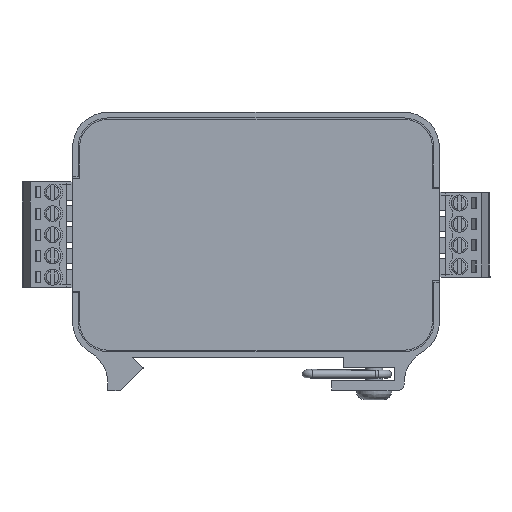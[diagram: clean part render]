
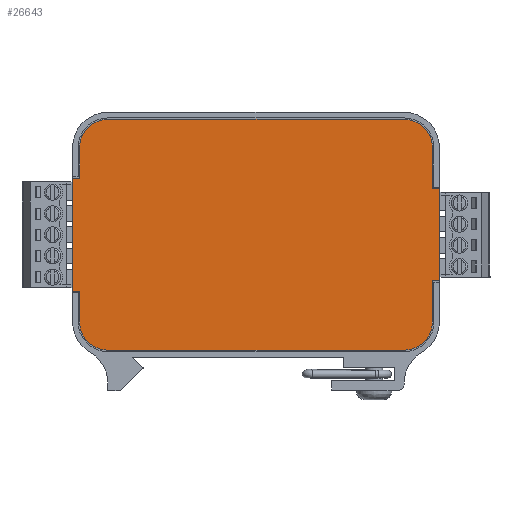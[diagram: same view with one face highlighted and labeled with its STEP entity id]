
A CAD part, front view. The second image highlights one B-rep face of the part: STEP entity #26643.
In plain terms, the highlighted face is planar.
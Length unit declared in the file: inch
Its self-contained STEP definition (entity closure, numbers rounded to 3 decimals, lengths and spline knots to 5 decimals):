
#579=LINE($,#37729,#3987);
#582=LINE($,#37735,#3990);
#585=LINE($,#37741,#3993);
#588=LINE($,#37747,#3996);
#591=LINE($,#37753,#3999);
#595=LINE($,#37765,#4003);
#599=LINE($,#37777,#4007);
#602=LINE($,#37783,#4010);
#605=LINE($,#37789,#4013);
#608=LINE($,#37795,#4016);
#611=LINE($,#37801,#4019);
#615=LINE($,#37811,#4023);
#3987=VECTOR($,#30485,0.2175);
#3990=VECTOR($,#30490,0.05);
#3993=VECTOR($,#30495,0.8);
#3996=VECTOR($,#30500,0.05);
#3999=VECTOR($,#30505,0.2175);
#4003=VECTOR($,#30517,2.1);
#4007=VECTOR($,#30529,0.2925);
#4010=VECTOR($,#30534,0.05);
#4013=VECTOR($,#30539,0.65);
#4016=VECTOR($,#30544,0.05);
#4019=VECTOR($,#30549,0.2925);
#4023=VECTOR($,#30561,2.1);
#7285=PLANE($,#28226);
#8846=FACE_OUTER_BOUND($,#10318,.T.);
#10318=EDGE_LOOP($,(#19269,#19270,#19271,#19272,#19273,#19274,#19275,#19276,
#19277,#19278,#19279,#19280,#19281,#19282,#19283,#19284));
#11994=CIRCLE($,#28204,0.2);
#11996=CIRCLE($,#28212,0.2);
#11998=CIRCLE($,#28216,0.2);
#12000=CIRCLE($,#28224,0.2);
#12484=VERTEX_POINT($,#37720);
#12485=VERTEX_POINT($,#37722);
#12487=VERTEX_POINT($,#37728);
#12489=VERTEX_POINT($,#37734);
#12491=VERTEX_POINT($,#37740);
#12493=VERTEX_POINT($,#37746);
#12495=VERTEX_POINT($,#37752);
#12497=VERTEX_POINT($,#37758);
#12499=VERTEX_POINT($,#37764);
#12501=VERTEX_POINT($,#37770);
#12503=VERTEX_POINT($,#37776);
#12505=VERTEX_POINT($,#37782);
#12507=VERTEX_POINT($,#37788);
#12509=VERTEX_POINT($,#37794);
#12511=VERTEX_POINT($,#37800);
#12513=VERTEX_POINT($,#37806);
#15125=EDGE_CURVE($,#12485,#12484,#11994,.T.);
#15128=EDGE_CURVE($,#12487,#12485,#579,.T.);
#15131=EDGE_CURVE($,#12489,#12487,#582,.T.);
#15134=EDGE_CURVE($,#12491,#12489,#585,.T.);
#15137=EDGE_CURVE($,#12493,#12491,#588,.T.);
#15140=EDGE_CURVE($,#12495,#12493,#591,.T.);
#15143=EDGE_CURVE($,#12497,#12495,#11996,.T.);
#15146=EDGE_CURVE($,#12499,#12497,#595,.T.);
#15149=EDGE_CURVE($,#12501,#12499,#11998,.T.);
#15152=EDGE_CURVE($,#12503,#12501,#599,.T.);
#15155=EDGE_CURVE($,#12505,#12503,#602,.T.);
#15158=EDGE_CURVE($,#12507,#12505,#605,.T.);
#15161=EDGE_CURVE($,#12509,#12507,#608,.T.);
#15164=EDGE_CURVE($,#12511,#12509,#611,.T.);
#15167=EDGE_CURVE($,#12513,#12511,#12000,.T.);
#15170=EDGE_CURVE($,#12484,#12513,#615,.T.);
#19269=ORIENTED_EDGE($,*,*,#15170,.T.);
#19270=ORIENTED_EDGE($,*,*,#15167,.T.);
#19271=ORIENTED_EDGE($,*,*,#15164,.T.);
#19272=ORIENTED_EDGE($,*,*,#15161,.T.);
#19273=ORIENTED_EDGE($,*,*,#15158,.T.);
#19274=ORIENTED_EDGE($,*,*,#15155,.T.);
#19275=ORIENTED_EDGE($,*,*,#15152,.T.);
#19276=ORIENTED_EDGE($,*,*,#15149,.T.);
#19277=ORIENTED_EDGE($,*,*,#15146,.T.);
#19278=ORIENTED_EDGE($,*,*,#15143,.T.);
#19279=ORIENTED_EDGE($,*,*,#15140,.T.);
#19280=ORIENTED_EDGE($,*,*,#15137,.T.);
#19281=ORIENTED_EDGE($,*,*,#15134,.T.);
#19282=ORIENTED_EDGE($,*,*,#15131,.T.);
#19283=ORIENTED_EDGE($,*,*,#15128,.T.);
#19284=ORIENTED_EDGE($,*,*,#15125,.T.);
#26643=ADVANCED_FACE($,(#8846),#7285,.F.);
#28204=AXIS2_PLACEMENT_3D($,#37723,#30479,#30480);
#28212=AXIS2_PLACEMENT_3D($,#37759,#30511,#30512);
#28216=AXIS2_PLACEMENT_3D($,#37771,#30523,#30524);
#28224=AXIS2_PLACEMENT_3D($,#37807,#30555,#30556);
#28226=AXIS2_PLACEMENT_3D($,#37812,#30562,#30563);
#30479=DIRECTION('center_axis',(0.,1.,0.));
#30480=DIRECTION('ref_axis',(1.,0.,0.));
#30485=DIRECTION($,(0.,0.,1.));
#30490=DIRECTION($,(1.,0.,0.));
#30495=DIRECTION($,(0.,0.,1.));
#30500=DIRECTION($,(-1.,0.,0.));
#30505=DIRECTION($,(0.,0.,1.));
#30511=DIRECTION('center_axis',(0.,1.,0.));
#30512=DIRECTION('ref_axis',(0.,0.,1.));
#30517=DIRECTION($,(-1.,0.,0.));
#30523=DIRECTION('center_axis',(0.,1.,0.));
#30524=DIRECTION('ref_axis',(-1.,0.,0.));
#30529=DIRECTION($,(0.,0.,-1.));
#30534=DIRECTION($,(-1.,0.,0.));
#30539=DIRECTION($,(0.,0.,-1.));
#30544=DIRECTION($,(1.,0.,0.));
#30549=DIRECTION($,(0.,0.,-1.));
#30555=DIRECTION('center_axis',(0.,1.,0.));
#30556=DIRECTION('ref_axis',(0.,0.,-1.));
#30561=DIRECTION($,(1.,0.,0.));
#30562=DIRECTION('center_axis',(0.,-1.,0.));
#30563=DIRECTION('ref_axis',(0.,0.,-1.));
#37720=CARTESIAN_POINT('',(-1.51178,0.0625,0.93959));
#37722=CARTESIAN_POINT('',(-1.71178,0.0625,0.73959));
#37723=CARTESIAN_POINT('Origin',(-1.51178,0.0625,0.73959));
#37728=CARTESIAN_POINT('',(-1.71178,0.0625,0.52209));
#37729=CARTESIAN_POINT($,(-1.71178,0.0625,0.73959));
#37734=CARTESIAN_POINT('',(-1.76178,0.0625,0.52209));
#37735=CARTESIAN_POINT($,(-1.71178,0.0625,0.52209));
#37740=CARTESIAN_POINT('',(-1.76178,0.0625,-0.27791));
#37741=CARTESIAN_POINT($,(-1.76178,0.0625,0.52209));
#37746=CARTESIAN_POINT('',(-1.71178,0.0625,-0.27791));
#37747=CARTESIAN_POINT($,(-1.76178,0.0625,-0.27791));
#37752=CARTESIAN_POINT('',(-1.71178,0.0625,-0.49541));
#37753=CARTESIAN_POINT($,(-1.71178,0.0625,-0.27791));
#37758=CARTESIAN_POINT('',(-1.51178,0.0625,-0.69541));
#37759=CARTESIAN_POINT('Origin',(-1.51178,0.0625,-0.49541));
#37764=CARTESIAN_POINT('',(0.58822,0.0625,-0.69541));
#37765=CARTESIAN_POINT($,(-1.51178,0.0625,-0.69541));
#37770=CARTESIAN_POINT('',(0.78822,0.0625,-0.49541));
#37771=CARTESIAN_POINT('Origin',(0.58822,0.0625,-0.49541));
#37776=CARTESIAN_POINT('',(0.78822,0.0625,-0.20291));
#37777=CARTESIAN_POINT($,(0.78822,0.0625,-0.49541));
#37782=CARTESIAN_POINT('',(0.83822,0.0625,-0.20291));
#37783=CARTESIAN_POINT($,(0.78822,0.0625,-0.20291));
#37788=CARTESIAN_POINT('',(0.83822,0.0625,0.44709));
#37789=CARTESIAN_POINT($,(0.83822,0.0625,-0.20291));
#37794=CARTESIAN_POINT('',(0.78822,0.0625,0.44709));
#37795=CARTESIAN_POINT($,(0.83822,0.0625,0.44709));
#37800=CARTESIAN_POINT('',(0.78822,0.0625,0.73959));
#37801=CARTESIAN_POINT($,(0.78822,0.0625,0.44709));
#37806=CARTESIAN_POINT('',(0.58822,0.0625,0.93959));
#37807=CARTESIAN_POINT('Origin',(0.58822,0.0625,0.73959));
#37811=CARTESIAN_POINT($,(0.58822,0.0625,0.93959));
#37812=CARTESIAN_POINT('Origin',(-0.46274,0.0625,0.12209));
